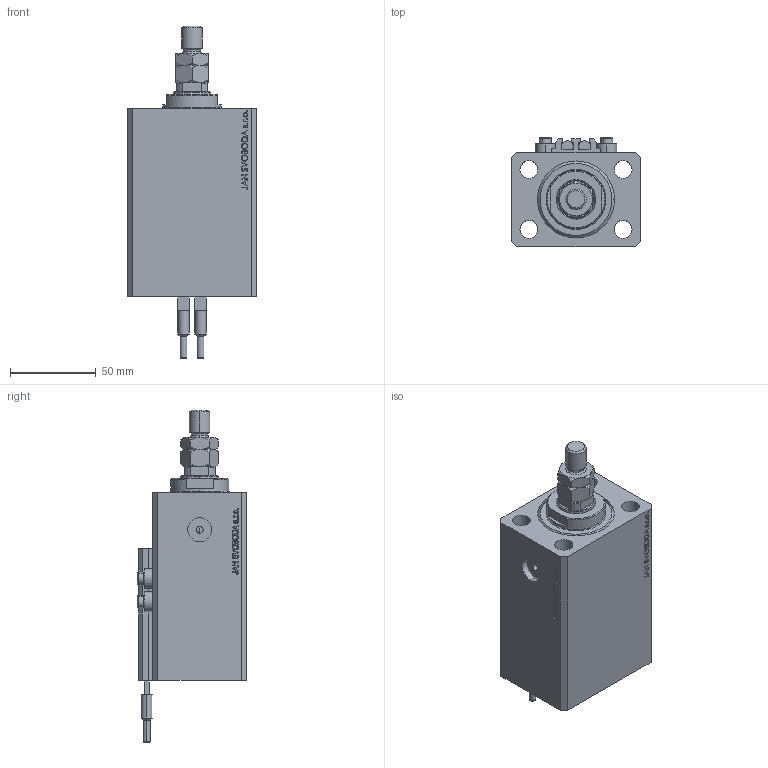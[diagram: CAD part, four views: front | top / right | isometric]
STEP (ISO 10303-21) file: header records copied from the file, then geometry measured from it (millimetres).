
FILE_DESCRIPTION (( 'STEP AP203' ), '1' );
FILE_NAME ('8fba.STEP', '2023-10-07T16:09:34', ( '' ), ( '' ), 'SwSTEP 2.0', 'SolidWorks 2019', '' );
FILE_SCHEMA (( 'CONFIG_CONTROL_DESIGN' ));
Length unit declared in the file: millimetre
Products named in the file (7): SWITCH_V250CE a073c5527ecd94047f17d354cdd8e6a4; V250CE_C_VCP a073c5527ecd94047f17d354cdd8e6a4; V250CE_C_Body a073c5527ecd94047f17d354cdd8e6a4; ALLEN BOLT V250CE a073c5527ecd94047f17d354cdd8e6a4; V250CE_VC_C a073c5527ecd94047f17d354cdd8e6a4; 8fba; MTA a073c5527ecd94047f17d354cdd8e6a4
Assembly tree (10 placements, depth 2):
  8fba
    V250CE_C_Body a073c5527ecd94047f17d354cdd8e6a4
    ALLEN BOLT V250CE a073c5527ecd94047f17d354cdd8e6a4  x4
    V250CE_C_VCP a073c5527ecd94047f17d354cdd8e6a4
    V250CE_VC_C a073c5527ecd94047f17d354cdd8e6a4
    MTA a073c5527ecd94047f17d354cdd8e6a4
    SWITCH_V250CE a073c5527ecd94047f17d354cdd8e6a4  x2
Bounding box: 75 x 64 x 194 mm (x, y, z)
Volume: 418994.8 mm3; surface area: 96675.4 mm2
Topology: 11 solids, 11 shells, 1139 faces, 2818 edges, 1821 vertices
Faces by surface type: plane 551, bspline 374, cylinder 104, cone 90, torus 20
Entity records: 49750 total; most frequent: CARTESIAN_POINT 26532, ORIENTED_EDGE 5218, DIRECTION 3377, EDGE_CURVE 2609, VERTEX_POINT 1707, VECTOR 1541, LINE 1541, EDGE_LOOP 1164
